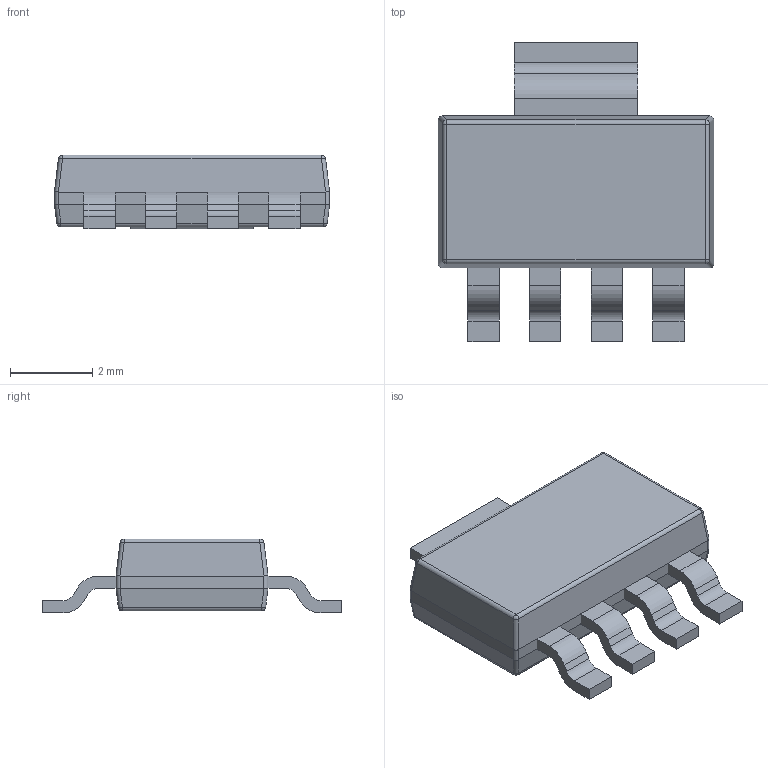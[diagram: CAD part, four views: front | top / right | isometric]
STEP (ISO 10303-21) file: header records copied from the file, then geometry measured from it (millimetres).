
FILE_DESCRIPTION(('STEP AP214'), '1');
FILE_NAME('TO-261AB', '2016-11-10T17:59:42', ('Nobody'), (''), 'ASCON STEP Converter 1.3', 'ASCON Math Kernel', '');
FILE_SCHEMA(('AUTOMOTIVE_DESIGN { 1 0 10303 214 3 1 1}'));
Length unit declared in the file: millimetre
Bounding box: 6.7 x 7.3 x 1.8 mm (x, y, z)
Volume: 46.1 mm3; surface area: 118.7 mm2
Topology: 6 solids, 6 shells, 112 faces, 288 edges, 185 vertices
Faces by surface type: plane 64, cylinder 40, bspline 8
Entity records: 4355 total; most frequent: CARTESIAN_POINT 713, DIRECTION 546, ORIENTED_EDGE 520, EDGE_CURVE 260, LINE 208, VECTOR 208, AXIS2_PLACEMENT_3D 169, VERTEX_POINT 160
